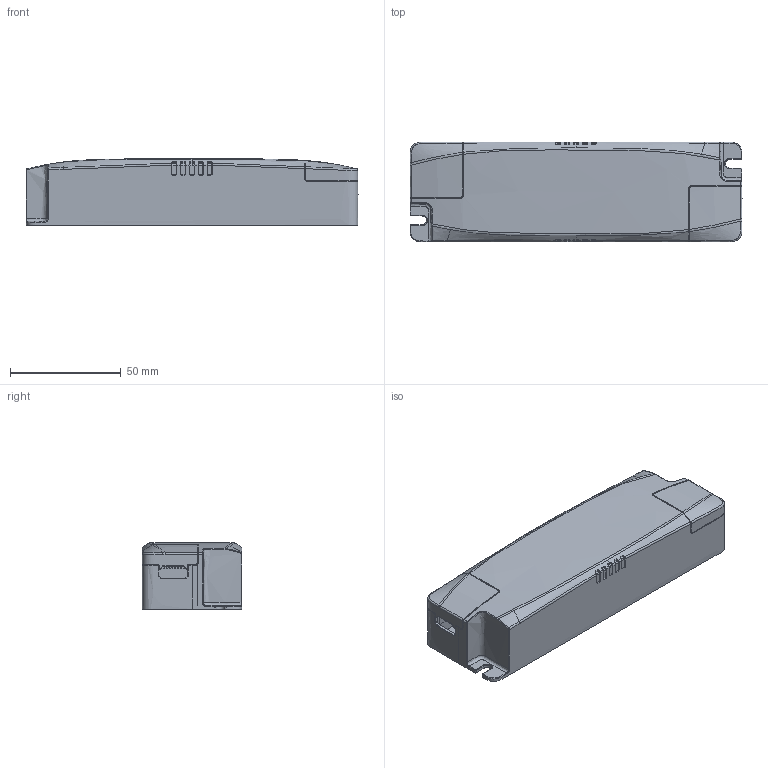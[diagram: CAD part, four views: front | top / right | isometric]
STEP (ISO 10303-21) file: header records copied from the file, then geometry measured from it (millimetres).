
FILE_DESCRIPTION(/* description */ (''),/* implementation_level */ '2;1');
FILE_NAME(/* name */ 'FLS-60~3',/* time_stamp */ '2023-05-30T13:22:21+08:00',/* author */ (''),/* organization */ (''),/* preprocessor_version */ 'ST-DEVELOPER v16.5',/* originating_system */ '',/* authorisation */ '');
FILE_SCHEMA (('AUTOMOTIVE_DESIGN'));
Length unit declared in the file: millimetre
Products named in the file (1): Document
Bounding box: 149.98 x 45 x 30 mm (x, y, z)
Volume: 5099.7 mm3; surface area: 33431.6 mm2
Topology: 2 solids, 3 shells, 668 faces, 1672 edges, 1000 vertices
Faces by surface type: bspline 445, plane 223
Entity records: 34413 total; most frequent: CARTESIAN_POINT 23643, ORIENTED_EDGE 3336, EDGE_CURVE 1672, B_SPLINE_CURVE_WITH_KNOTS 1636, VERTEX_POINT 1000, ADVANCED_FACE 668, FACE_OUTER_BOUND 668, EDGE_LOOP 668
